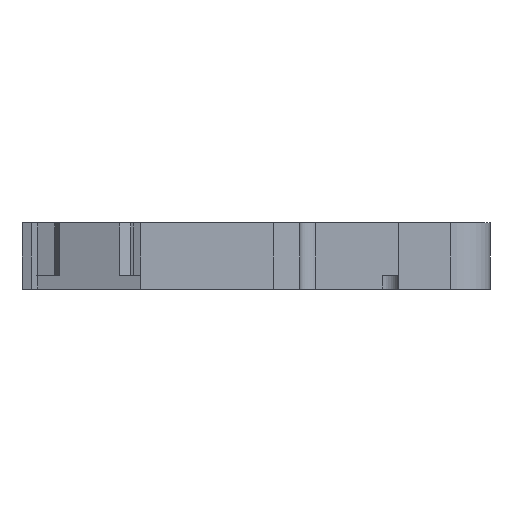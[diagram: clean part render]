
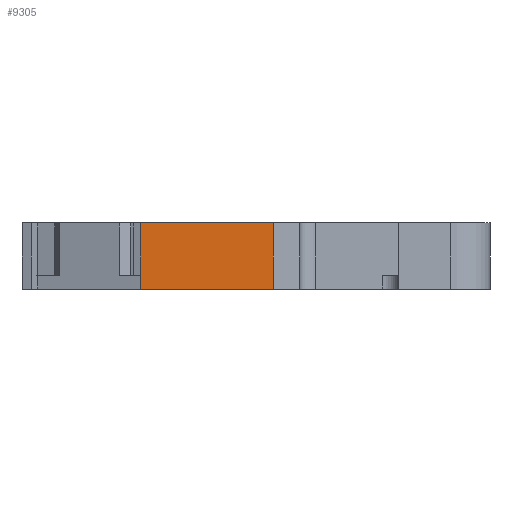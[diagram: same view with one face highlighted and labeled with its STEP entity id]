
A CAD part, left-side view. The second image highlights one B-rep face of the part: STEP entity #9305.
In plain terms, the highlighted planar face has unit normal (-1, 0, 0).
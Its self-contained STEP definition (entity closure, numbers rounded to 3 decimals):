
#568 = FACE_OUTER_BOUND ( 'NONE', #9135, .T. ) ;
#745 = LINE ( 'NONE', #7812, #9142 ) ;
#1283 = VERTEX_POINT ( 'NONE', #13238 ) ;
#1337 = ORIENTED_EDGE ( 'NONE', *, *, #9462, .T. ) ;
#1480 = CARTESIAN_POINT ( 'NONE',  ( -60.95, 9.5, 5. ) ) ;
#2232 = CARTESIAN_POINT ( 'NONE',  ( -60.95, 19.5, 0. ) ) ;
#2558 = ORIENTED_EDGE ( 'NONE', *, *, #8943, .F. ) ;
#2574 = LINE ( 'NONE', #13305, #3445 ) ;
#2683 = EDGE_CURVE ( 'NONE', #11371, #1283, #2574, .T. ) ;
#2704 = CARTESIAN_POINT ( 'NONE',  ( -60.95, 19.5, 0. ) ) ;
#2753 = VERTEX_POINT ( 'NONE', #8649 ) ;
#3146 = DIRECTION ( 'NONE',  ( -1., 0., 0. ) ) ;
#3445 = VECTOR ( 'NONE', #8849, 1000. ) ;
#4440 = VECTOR ( 'NONE', #10309, 1000. ) ;
#4588 = DIRECTION ( 'NONE',  ( 0., 0., -1. ) ) ;
#5192 = ORIENTED_EDGE ( 'NONE', *, *, #6108, .T. ) ;
#6108 = EDGE_CURVE ( 'NONE', #9689, #2753, #10538, .T. ) ;
#6414 = CARTESIAN_POINT ( 'NONE',  ( -60.95, 19.5, 5. ) ) ;
#7812 = CARTESIAN_POINT ( 'NONE',  ( -60.95, 19.5, 5. ) ) ;
#8649 = CARTESIAN_POINT ( 'NONE',  ( -60.95, 9.5, 0. ) ) ;
#8849 = DIRECTION ( 'NONE',  ( 0., 1., 0. ) ) ;
#8873 = DIRECTION ( 'NONE',  ( 0., 0., -1. ) ) ;
#8943 = EDGE_CURVE ( 'NONE', #11371, #2753, #10297, .T. ) ;
#9135 = EDGE_LOOP ( 'NONE', ( #13661, #1337, #5192, #2558 ) ) ;
#9142 = VECTOR ( 'NONE', #8873, 1000. ) ;
#9305 = ADVANCED_FACE ( 'NONE', ( #568 ), #12835, .T. ) ;
#9462 = EDGE_CURVE ( 'NONE', #1283, #9689, #745, .T. ) ;
#9689 = VERTEX_POINT ( 'NONE', #2704 ) ;
#10297 = LINE ( 'NONE', #11097, #10982 ) ;
#10309 = DIRECTION ( 'NONE',  ( 0., -1., 0. ) ) ;
#10538 = LINE ( 'NONE', #2232, #4440 ) ;
#10738 = DIRECTION ( 'NONE',  ( 0., 0., 1. ) ) ;
#10982 = VECTOR ( 'NONE', #4588, 1000. ) ;
#11097 = CARTESIAN_POINT ( 'NONE',  ( -60.95, 9.5, 5. ) ) ;
#11371 = VERTEX_POINT ( 'NONE', #1480 ) ;
#11791 = AXIS2_PLACEMENT_3D ( 'NONE', #6414, #3146, #10738 ) ;
#12835 = PLANE ( 'NONE',  #11791 ) ;
#13238 = CARTESIAN_POINT ( 'NONE',  ( -60.95, 19.5, 5. ) ) ;
#13305 = CARTESIAN_POINT ( 'NONE',  ( -60.95, 19.5, 5. ) ) ;
#13661 = ORIENTED_EDGE ( 'NONE', *, *, #2683, .T. ) ;
